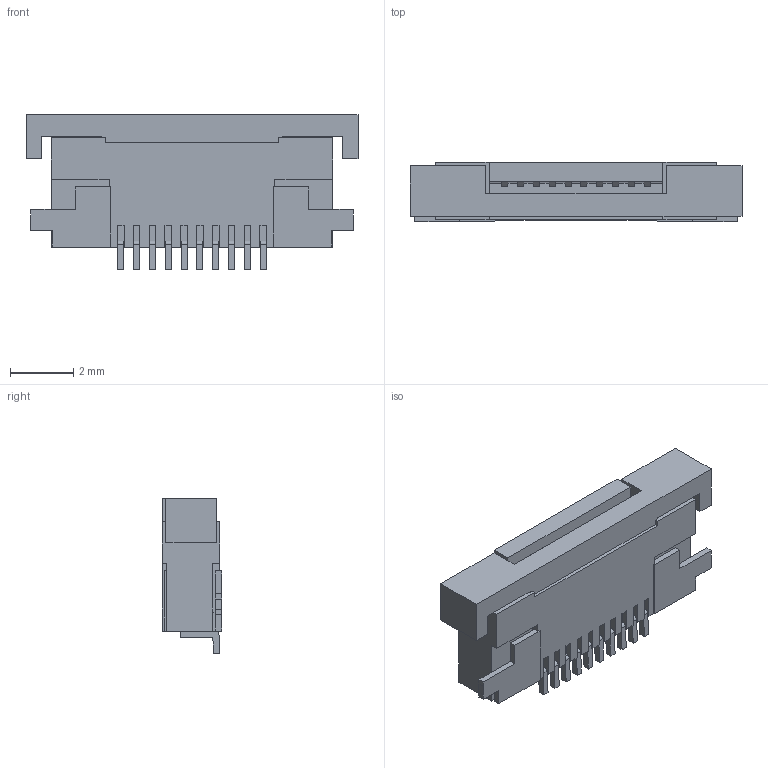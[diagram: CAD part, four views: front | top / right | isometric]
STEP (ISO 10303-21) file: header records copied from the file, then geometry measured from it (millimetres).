
FILE_DESCRIPTION((''),'2;1');
FILE_NAME('ISFV10R_2STLF','2007-09-03T',('ShoujiR'),(''),'PRO/ENGINEER BY PARAMETRIC TECHNOLOGY CORPORATION, 2005230','PRO/ENGINEER BY PARAMETRIC TECHNOLOGY CORPORATION, 2005230','');
FILE_SCHEMA(('CONFIG_CONTROL_DESIGN'));
Length unit declared in the file: millimetre
Products named in the file (1): ISFV10R_2STLF
Bounding box: 10.5 x 1.87 x 4.9 mm (x, y, z)
Volume: 63.2 mm3; surface area: 210.7 mm2
Topology: 1 solids, 1 shells, 270 faces, 802 edges, 534 vertices
Faces by surface type: plane 260, cylinder 10
Entity records: 8908 total; most frequent: CARTESIAN_POINT 1606, ORIENTED_EDGE 1604, DIRECTION 1362, EDGE_CURVE 802, VECTOR 782, LINE 782, VERTEX_POINT 534, AXIS2_PLACEMENT_3D 290
